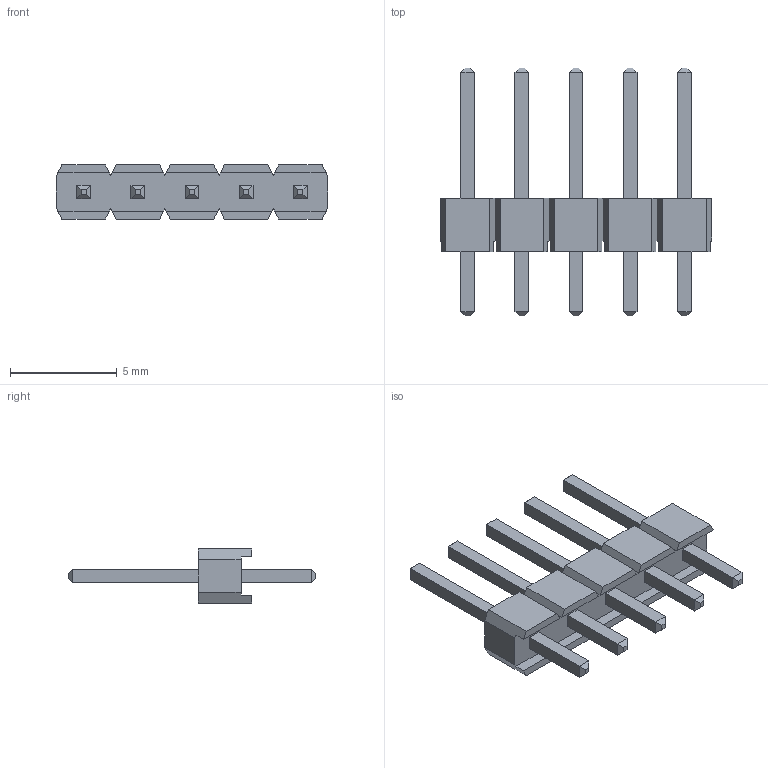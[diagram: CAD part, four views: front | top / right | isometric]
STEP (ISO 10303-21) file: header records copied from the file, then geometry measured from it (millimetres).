
FILE_DESCRIPTION(/* description */ (''),/* implementation_level */ '2;1');
FILE_NAME(/* name */ 'ULO-PH409-1x5SX1.step',/* time_stamp */ '2018-05-23T00:21:32+09:00',/* author */ ('atsushi.sasaki'),/* organization */ (''),/* preprocessor_version */ 'ST-DEVELOPER v17',/* originating_system */ 'Autodesk Translation Framework v7.1.0.215',/* authorisation */ '');
FILE_SCHEMA (('AUTOMOTIVE_DESIGN { 1 0 10303 214 3 1 1 }'));
Length unit declared in the file: millimetre
Products named in the file (3): ULO-PH409-1*5SF11; 6130xx11121_PIN; 61300711121
Assembly tree (6 placements, depth 2):
  ULO-PH409-1*5SF11
    6130xx11121_PIN  x5
    61300711121
Bounding box: 12.7 x 11.6 x 2.54 mm (x, y, z)
Volume: 85.4 mm3; surface area: 328.1 mm2
Topology: 6 solids, 6 shells, 144 faces, 356 edges, 224 vertices
Faces by surface type: plane 144
Entity records: 2982 total; most frequent: CARTESIAN_POINT 501, ORIENTED_EDGE 488, DIRECTION 438, LINE 244, VECTOR 244, EDGE_CURVE 244, VERTEX_POINT 160, EDGE_LOOP 98
